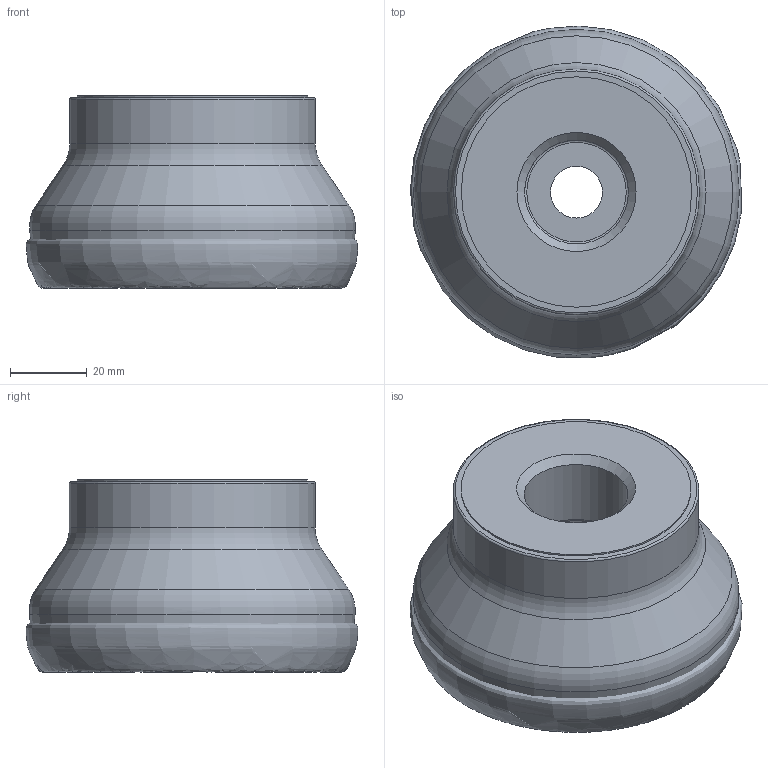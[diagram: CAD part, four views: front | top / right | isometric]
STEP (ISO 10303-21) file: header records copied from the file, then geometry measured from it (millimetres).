
FILE_DESCRIPTION(/* description */ (''),/* implementation_level */ '2;1');
FILE_NAME(/* name */ '1550813343469.stp',/* time_stamp */ '2019-02-22T10:59:16+05:00',/* author */ (''),/* organization */ ('SMS'),/* preprocessor_version */ 'ST-DEVELOPER v15',/* originating_system */ 'SIEMENS PLM Software NX 8.5',/* authorisation */ '');
FILE_SCHEMA (('AUTOMOTIVE_DESIGN { 1 0 10303 214 3 1 1 1 }'));
Length unit declared in the file: millimetre
Products named in the file (4): ASSEMBLY_CONSTRUCTION; 202047346mod000_00; 202185545mod000_00; 202185544mod000_00
Assembly tree (3 placements, depth 2):
  202185544mod000_00
    202185545mod000_00
    202047346mod000_00
    ASSEMBLY_CONSTRUCTION
Bounding box: 86.26 x 86.41 x 49.99 mm (x, y, z)
Volume: 222112.9 mm3; surface area: 34277.9 mm2
Topology: 2 solids, 2 shells, 27 faces, 54 edges, 49 vertices
Faces by surface type: torus 7, cone 7, plane 6, cylinder 6, bspline 1
Full cylindrical faces by diameter (mm): 13.5 x1, 20 x1, 27.011 x1, 27.5 x1, 60 x1, 64 x1
Entity records: 18676 total; most frequent: CARTESIAN_POINT 17935, DIRECTION 142, AXIS2_PLACEMENT_3D 71, FACE_BOUND 53, EDGE_LOOP 52, ORIENTED_EDGE 52, STYLED_ITEM 34, PRESENTATION_STYLE_ASSIGNMENT 34
